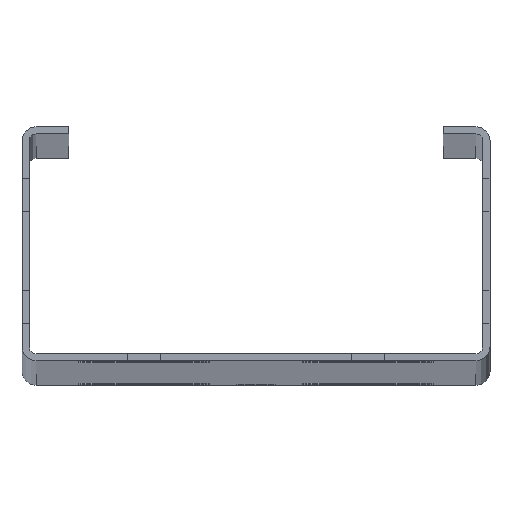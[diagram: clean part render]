
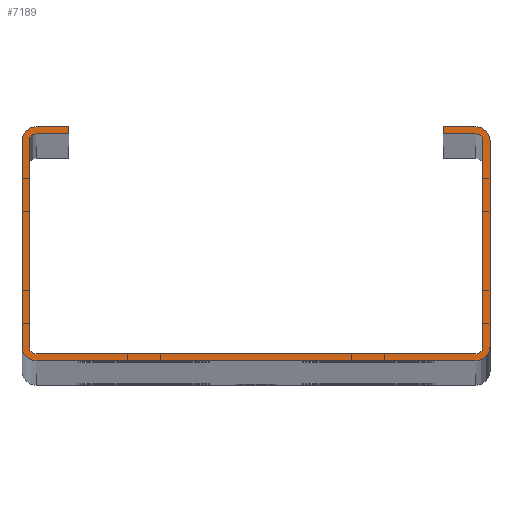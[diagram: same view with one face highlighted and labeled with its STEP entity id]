
A CAD part, top view. The second image highlights one B-rep face of the part: STEP entity #7189.
In plain terms, the highlighted planar face has unit normal (0, 0, 1).
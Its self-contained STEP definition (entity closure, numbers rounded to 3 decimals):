
#2522=DIRECTION('',(-1.,0.,0.));
#2523=VECTOR('',#2522,7.);
#2524=CARTESIAN_POINT('',(-40.,50.,1500.));
#2525=LINE('',#2524,#2523);
#2526=DIRECTION('',(0.,1.,0.));
#2527=VECTOR('',#2526,1.5);
#2528=CARTESIAN_POINT('',(-40.,48.5,1500.));
#2529=LINE('',#2528,#2527);
#2530=DIRECTION('',(1.,0.,0.));
#2531=VECTOR('',#2530,7.);
#2532=CARTESIAN_POINT('',(-47.,48.5,1500.));
#2533=LINE('',#2532,#2531);
#2534=CARTESIAN_POINT('',(-47.,47.,1500.));
#2535=DIRECTION('',(0.,0.,-1.));
#2536=DIRECTION('',(-1.,0.,0.));
#2537=AXIS2_PLACEMENT_3D('',#2534,#2535,#2536);
#2539=DIRECTION('',(0.,1.,0.));
#2540=VECTOR('',#2539,44.);
#2541=CARTESIAN_POINT('',(-48.5,3.,1500.));
#2542=LINE('',#2541,#2540);
#2543=CARTESIAN_POINT('',(-47.,3.,1500.));
#2544=DIRECTION('',(0.,0.,-1.));
#2545=DIRECTION('',(0.,-1.,0.));
#2546=AXIS2_PLACEMENT_3D('',#2543,#2544,#2545);
#2548=DIRECTION('',(-1.,0.,0.));
#2549=VECTOR('',#2548,94.);
#2550=CARTESIAN_POINT('',(47.,1.5,1500.));
#2551=LINE('',#2550,#2549);
#2552=CARTESIAN_POINT('',(47.,3.,1500.));
#2553=DIRECTION('',(0.,0.,-1.));
#2554=DIRECTION('',(1.,0.,0.));
#2555=AXIS2_PLACEMENT_3D('',#2552,#2553,#2554);
#2557=DIRECTION('',(0.,-1.,0.));
#2558=VECTOR('',#2557,44.);
#2559=CARTESIAN_POINT('',(48.5,47.,1500.));
#2560=LINE('',#2559,#2558);
#2561=CARTESIAN_POINT('',(47.,47.,1500.));
#2562=DIRECTION('',(0.,0.,-1.));
#2563=DIRECTION('',(0.,1.,0.));
#2564=AXIS2_PLACEMENT_3D('',#2561,#2562,#2563);
#2566=DIRECTION('',(1.,0.,0.));
#2567=VECTOR('',#2566,7.);
#2568=CARTESIAN_POINT('',(40.,48.5,1500.));
#2569=LINE('',#2568,#2567);
#2570=DIRECTION('',(0.,-1.,0.));
#2571=VECTOR('',#2570,1.5);
#2572=CARTESIAN_POINT('',(40.,50.,1500.));
#2573=LINE('',#2572,#2571);
#2574=DIRECTION('',(-1.,0.,0.));
#2575=VECTOR('',#2574,7.);
#2576=CARTESIAN_POINT('',(47.,50.,1500.));
#2577=LINE('',#2576,#2575);
#2578=CARTESIAN_POINT('',(47.,47.,1500.));
#2579=DIRECTION('',(0.,0.,1.));
#2580=DIRECTION('',(1.,0.,0.));
#2581=AXIS2_PLACEMENT_3D('',#2578,#2579,#2580);
#2583=DIRECTION('',(0.,1.,0.));
#2584=VECTOR('',#2583,44.);
#2585=CARTESIAN_POINT('',(50.,3.,1500.));
#2586=LINE('',#2585,#2584);
#2587=CARTESIAN_POINT('',(47.,3.,1500.));
#2588=DIRECTION('',(0.,0.,1.));
#2589=DIRECTION('',(0.,-1.,0.));
#2590=AXIS2_PLACEMENT_3D('',#2587,#2588,#2589);
#2592=DIRECTION('',(1.,0.,0.));
#2593=VECTOR('',#2592,94.);
#2594=CARTESIAN_POINT('',(-47.,0.,1500.));
#2595=LINE('',#2594,#2593);
#2596=CARTESIAN_POINT('',(-47.,3.,1500.));
#2597=DIRECTION('',(0.,0.,1.));
#2598=DIRECTION('',(-1.,0.,0.));
#2599=AXIS2_PLACEMENT_3D('',#2596,#2597,#2598);
#2601=DIRECTION('',(0.,-1.,0.));
#2602=VECTOR('',#2601,44.);
#2603=CARTESIAN_POINT('',(-50.,47.,1500.));
#2604=LINE('',#2603,#2602);
#2605=CARTESIAN_POINT('',(-47.,47.,1500.));
#2606=DIRECTION('',(0.,0.,1.));
#2607=DIRECTION('',(0.,1.,0.));
#2608=AXIS2_PLACEMENT_3D('',#2605,#2606,#2607);
#4138=CARTESIAN_POINT('',(-50.,47.,1500.));
#4139=CARTESIAN_POINT('',(-50.,3.,1500.));
#4140=VERTEX_POINT('',#4138);
#4141=VERTEX_POINT('',#4139);
#4142=CARTESIAN_POINT('',(-47.,0.,1500.));
#4143=VERTEX_POINT('',#4142);
#4144=CARTESIAN_POINT('',(47.,0.,1500.));
#4145=VERTEX_POINT('',#4144);
#4146=CARTESIAN_POINT('',(50.,3.,1500.));
#4147=VERTEX_POINT('',#4146);
#4148=CARTESIAN_POINT('',(50.,47.,1500.));
#4149=VERTEX_POINT('',#4148);
#4150=CARTESIAN_POINT('',(48.5,47.,1500.));
#4151=CARTESIAN_POINT('',(48.5,3.,1500.));
#4152=VERTEX_POINT('',#4150);
#4153=VERTEX_POINT('',#4151);
#4154=CARTESIAN_POINT('',(47.,1.5,1500.));
#4155=VERTEX_POINT('',#4154);
#4156=CARTESIAN_POINT('',(-47.,1.5,1500.));
#4157=VERTEX_POINT('',#4156);
#4158=CARTESIAN_POINT('',(-48.5,3.,1500.));
#4159=VERTEX_POINT('',#4158);
#4160=CARTESIAN_POINT('',(-48.5,47.,1500.));
#4161=VERTEX_POINT('',#4160);
#4178=CARTESIAN_POINT('',(-40.,50.,1500.));
#4179=CARTESIAN_POINT('',(-47.,50.,1500.));
#4180=VERTEX_POINT('',#4178);
#4181=VERTEX_POINT('',#4179);
#4182=CARTESIAN_POINT('',(47.,50.,1500.));
#4183=VERTEX_POINT('',#4182);
#4184=CARTESIAN_POINT('',(40.,50.,1500.));
#4185=VERTEX_POINT('',#4184);
#4186=CARTESIAN_POINT('',(40.,48.5,1500.));
#4187=VERTEX_POINT('',#4186);
#4188=CARTESIAN_POINT('',(47.,48.5,1500.));
#4189=VERTEX_POINT('',#4188);
#4190=CARTESIAN_POINT('',(-47.,48.5,1500.));
#4191=VERTEX_POINT('',#4190);
#4192=CARTESIAN_POINT('',(-40.,48.5,1500.));
#4193=VERTEX_POINT('',#4192);
#7162=CARTESIAN_POINT('',(0.,0.,1500.));
#7163=DIRECTION('',(0.,0.,1.));
#7164=DIRECTION('',(1.,0.,0.));
#7165=AXIS2_PLACEMENT_3D('',#7162,#7163,#7164);
#7166=PLANE('',#7165);
#7167=ORIENTED_EDGE('',*,*,#5434,.F.);
#7168=ORIENTED_EDGE('',*,*,#5449,.F.);
#7169=ORIENTED_EDGE('',*,*,#5463,.F.);
#7170=ORIENTED_EDGE('',*,*,#5477,.F.);
#7171=ORIENTED_EDGE('',*,*,#5491,.F.);
#7172=ORIENTED_EDGE('',*,*,#5705,.F.);
#7173=ORIENTED_EDGE('',*,*,#5719,.F.);
#7174=ORIENTED_EDGE('',*,*,#6061,.F.);
#7175=ORIENTED_EDGE('',*,*,#6075,.F.);
#7176=ORIENTED_EDGE('',*,*,#6289,.F.);
#7177=ORIENTED_EDGE('',*,*,#6303,.F.);
#7178=ORIENTED_EDGE('',*,*,#6317,.F.);
#7179=ORIENTED_EDGE('',*,*,#6331,.F.);
#7180=ORIENTED_EDGE('',*,*,#6345,.F.);
#7181=ORIENTED_EDGE('',*,*,#6359,.F.);
#7182=ORIENTED_EDGE('',*,*,#6573,.F.);
#7183=ORIENTED_EDGE('',*,*,#6587,.F.);
#7184=ORIENTED_EDGE('',*,*,#6929,.F.);
#7185=ORIENTED_EDGE('',*,*,#6943,.F.);
#7186=ORIENTED_EDGE('',*,*,#7156,.F.);
#7187=EDGE_LOOP('',(#7167,#7168,#7169,#7170,#7171,#7172,#7173,#7174,#7175,#7176,
#7177,#7178,#7179,#7180,#7181,#7182,#7183,#7184,#7185,#7186));
#7188=FACE_OUTER_BOUND('',#7187,.F.);
#7189=ADVANCED_FACE('',(#7188),#7166,.T.);
#2538=CIRCLE('',#2537,1.5);
#2547=CIRCLE('',#2546,1.5);
#2556=CIRCLE('',#2555,1.5);
#2565=CIRCLE('',#2564,1.5);
#2582=CIRCLE('',#2581,3.);
#2591=CIRCLE('',#2590,3.);
#2600=CIRCLE('',#2599,3.);
#2609=CIRCLE('',#2608,3.);
#5434=EDGE_CURVE('',#4180,#4181,#2525,.T.);
#5449=EDGE_CURVE('',#4193,#4180,#2529,.T.);
#5463=EDGE_CURVE('',#4191,#4193,#2533,.T.);
#5477=EDGE_CURVE('',#4161,#4191,#2538,.T.);
#5491=EDGE_CURVE('',#4159,#4161,#2542,.T.);
#5705=EDGE_CURVE('',#4157,#4159,#2547,.T.);
#5719=EDGE_CURVE('',#4155,#4157,#2551,.T.);
#6061=EDGE_CURVE('',#4153,#4155,#2556,.T.);
#6075=EDGE_CURVE('',#4152,#4153,#2560,.T.);
#6289=EDGE_CURVE('',#4189,#4152,#2565,.T.);
#6303=EDGE_CURVE('',#4187,#4189,#2569,.T.);
#6317=EDGE_CURVE('',#4185,#4187,#2573,.T.);
#6331=EDGE_CURVE('',#4183,#4185,#2577,.T.);
#6345=EDGE_CURVE('',#4149,#4183,#2582,.T.);
#6359=EDGE_CURVE('',#4147,#4149,#2586,.T.);
#6573=EDGE_CURVE('',#4145,#4147,#2591,.T.);
#6587=EDGE_CURVE('',#4143,#4145,#2595,.T.);
#6929=EDGE_CURVE('',#4141,#4143,#2600,.T.);
#6943=EDGE_CURVE('',#4140,#4141,#2604,.T.);
#7156=EDGE_CURVE('',#4181,#4140,#2609,.T.);
